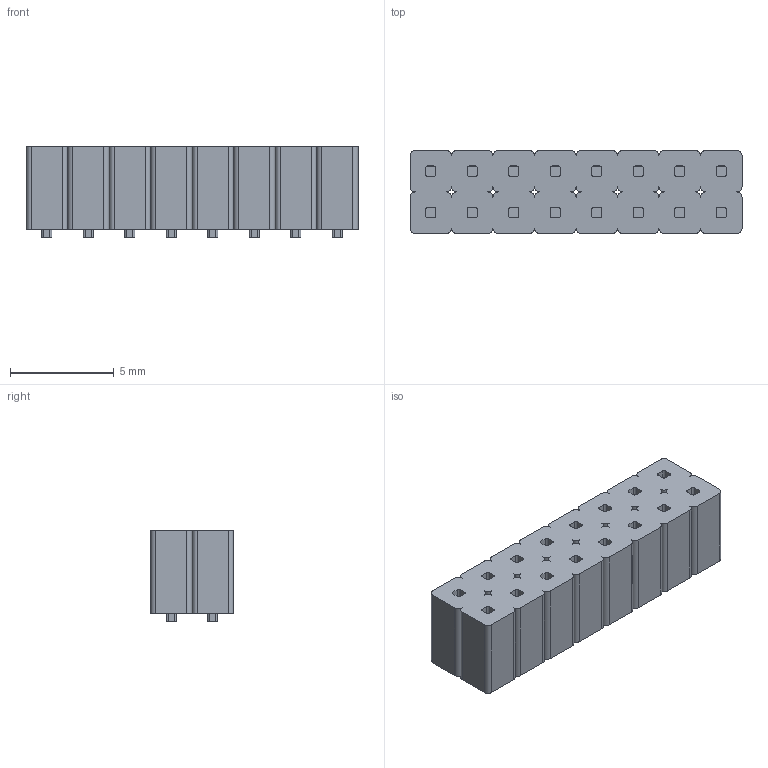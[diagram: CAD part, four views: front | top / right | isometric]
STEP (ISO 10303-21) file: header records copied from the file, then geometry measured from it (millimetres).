
FILE_DESCRIPTION (( 'STEP AP214' ), '1' );
FILE_NAME ('IDC16-2.0.STEP', '2013-01-30T04:00:14', ( 'User' ), ( 'Microsoft' ), 'SwSTEP 2.0', 'SolidWorks 2011', '' );
FILE_SCHEMA (( 'AUTOMOTIVE_DESIGN' ));
Length unit declared in the file: millimetre
Products named in the file (1): IDC16-2.0
Bounding box: 16 x 4 x 4.4 mm (x, y, z)
Volume: 242.5 mm3; surface area: 449.9 mm2
Topology: 2 solids, 2 shells, 374 faces, 1020 edges, 680 vertices
Faces by surface type: cylinder 192, plane 182
Entity records: 14267 total; most frequent: DIRECTION 2154, CARTESIAN_POINT 2075, ORIENTED_EDGE 2040, EDGE_CURVE 1020, AXIS2_PLACEMENT_3D 759, VERTEX_POINT 680, VECTOR 636, LINE 636
